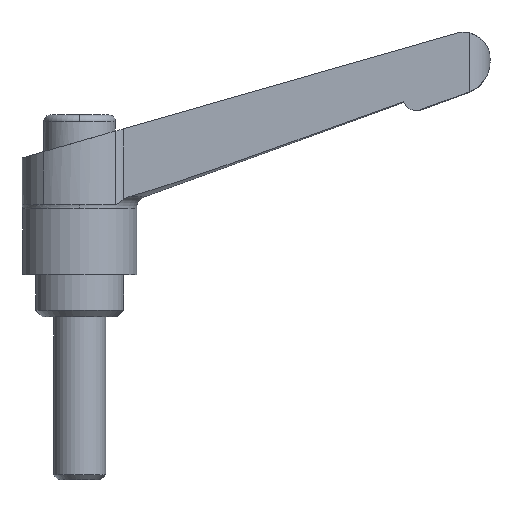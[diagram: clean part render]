
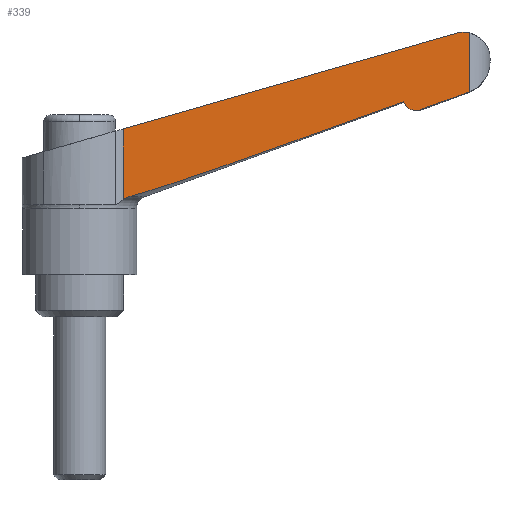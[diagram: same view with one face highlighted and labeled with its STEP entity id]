
A CAD part, top view. The second image highlights one B-rep face of the part: STEP entity #339.
In plain terms, the highlighted planar face has unit normal (0.035, 0, 0.999).
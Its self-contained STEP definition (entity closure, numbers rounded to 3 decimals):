
#301 = VERTEX_POINT( '', #790 );
#339 = ADVANCED_FACE( '', ( #831 ), #832, .F. );
#351 = EDGE_CURVE( '', #625, #445, #845, .T. );
#365 = VERTEX_POINT( '', #862 );
#369 = EDGE_CURVE( '', #445, #301, #867, .T. );
#435 = EDGE_CURVE( '', #701, #725, #942, .T. );
#437 = EDGE_CURVE( '', #521, #595, #944, .T. );
#445 = VERTEX_POINT( '', #952 );
#467 = EDGE_CURVE( '', #491, #365, #975, .T. );
#491 = VERTEX_POINT( '', #1002 );
#521 = VERTEX_POINT( '', #1034 );
#559 = EDGE_CURVE( '', #521, #625, #1081, .T. );
#595 = VERTEX_POINT( '', #1120 );
#625 = VERTEX_POINT( '', #1154 );
#687 = EDGE_CURVE( '', #301, #491, #1219, .T. );
#701 = VERTEX_POINT( '', #1235 );
#707 = EDGE_CURVE( '', #365, #725, #1241, .T. );
#725 = VERTEX_POINT( '', #1260 );
#727 = EDGE_CURVE( '', #701, #595, #1262, .T. );
#790 = CARTESIAN_POINT( '', ( 49.751, 33.014, 4.972 ) );
#831 = FACE_OUTER_BOUND( '', #1398, .T. );
#832 = PLANE( '', #1399 );
#845 = ( B_SPLINE_CURVE( 2, ( #1419, #1420, #1421 ), .UNSPECIFIED., .F., .F. )B_SPLINE_CURVE_WITH_KNOTS( ( 3, 3 ), ( 0., 7.654 ), .UNSPECIFIED. )RATIONAL_B_SPLINE_CURVE( ( 1., 1.002, 1. ) )BOUNDED_CURVE(  )REPRESENTATION_ITEM( '' )GEOMETRIC_REPRESENTATION_ITEM(  )CURVE(  ) );
#862 = CARTESIAN_POINT( '', ( 6.706, 18.001, 6.476 ) );
#867 = B_SPLINE_CURVE_WITH_KNOTS( '', 3, ( #1466, #1467, #1468, #1469, #1470, #1471, #1472, #1473, #1474, #1475, #1476, #1477, #1478, #1479, #1480, #1481, #1482, #1483, #1484, #1485 ), .UNSPECIFIED., .F., .F., ( 4, 2, 2, 2, 2, 2, 2, 2, 2, 4 ), ( 2.314, 2.6, 2.974, 3.349, 3.723, 4.096, 4.469, 4.84, 5.211, 5.294 ), .UNSPECIFIED. );
#942 = LINE( '', #1590, #1591 );
#944 = LINE( '', #1594, #1595 );
#952 = CARTESIAN_POINT( '', ( 52.335, 31.818, 4.882 ) );
#975 = B_SPLINE_CURVE_WITH_KNOTS( '', 3, ( #1634, #1635, #1636, #1637, #1638, #1639, #1640, #1641 ), .UNSPECIFIED., .F., .F., ( 4, 2, 2, 4 ), ( 4.154, 4.36, 4.861, 5.229 ), .UNSPECIFIED. );
#1002 = CARTESIAN_POINT( '', ( 7.735, 18.479, 6.44 ) );
#1034 = CARTESIAN_POINT( '', ( 59.921, 34.58, 4.617 ) );
#1081 = B_SPLINE_CURVE_WITH_KNOTS( '', 3, ( #1860, #1861, #1862, #1863, #1864, #1865 ), .UNSPECIFIED., .F., .F., ( 4, 2, 4 ), ( 5.365, 5.561, 5.781 ), .UNSPECIFIED. );
#1120 = CARTESIAN_POINT( '', ( 59.921, 43.538, 4.617 ) );
#1154 = CARTESIAN_POINT( '', ( 59.529, 34.42, 4.631 ) );
#1219 = ( B_SPLINE_CURVE( 2, ( #2083, #2084, #2085 ), .UNSPECIFIED., .F., .F. )B_SPLINE_CURVE_WITH_KNOTS( ( 3, 3 ), ( 0., 44.487 ), .UNSPECIFIED. )RATIONAL_B_SPLINE_CURVE( ( 1., 1.4, 1. ) )BOUNDED_CURVE(  )REPRESENTATION_ITEM( '' )GEOMETRIC_REPRESENTATION_ITEM(  )CURVE(  ) );
#1235 = CARTESIAN_POINT( '', ( 58.339, 43.664, 4.672 ) );
#1241 = LINE( '', #2122, #2123 );
#1260 = CARTESIAN_POINT( '', ( 6.706, 28.857, 6.476 ) );
#1262 = B_SPLINE_CURVE_WITH_KNOTS( '', 3, ( #2150, #2151, #2152, #2153, #2154, #2155, #2156, #2157, #2158, #2159 ), .UNSPECIFIED., .F., .F., ( 4, 2, 2, 2, 4 ), ( 16.778, 17.084, 17.831, 18.578, 18.881 ), .UNSPECIFIED. );
#1398 = EDGE_LOOP( '', ( #2253, #2254, #2255, #2256, #2257, #2258, #2259, #2260, #2261 ) );
#1399 = AXIS2_PLACEMENT_3D( '', #2262, #2263, #2264 );
#1419 = CARTESIAN_POINT( '', ( 59.529, 34.42, 4.631 ) );
#1420 = CARTESIAN_POINT( '', ( 55.703, 33.035, 4.765 ) );
#1421 = CARTESIAN_POINT( '', ( 52.335, 31.818, 4.882 ) );
#1466 = CARTESIAN_POINT( '', ( 52.335, 31.818, 4.882 ) );
#1467 = CARTESIAN_POINT( '', ( 52.242, 31.785, 4.885 ) );
#1468 = CARTESIAN_POINT( '', ( 52.142, 31.757, 4.889 ) );
#1469 = CARTESIAN_POINT( '', ( 51.907, 31.71, 4.897 ) );
#1470 = CARTESIAN_POINT( '', ( 51.771, 31.698, 4.902 ) );
#1471 = CARTESIAN_POINT( '', ( 51.521, 31.698, 4.911 ) );
#1472 = CARTESIAN_POINT( '', ( 51.385, 31.71, 4.915 ) );
#1473 = CARTESIAN_POINT( '', ( 51.118, 31.763, 4.925 ) );
#1474 = CARTESIAN_POINT( '', ( 50.987, 31.803, 4.929 ) );
#1475 = CARTESIAN_POINT( '', ( 50.757, 31.898, 4.937 ) );
#1476 = CARTESIAN_POINT( '', ( 50.636, 31.961, 4.941 ) );
#1477 = CARTESIAN_POINT( '', ( 50.411, 32.111, 4.949 ) );
#1478 = CARTESIAN_POINT( '', ( 50.306, 32.198, 4.953 ) );
#1479 = CARTESIAN_POINT( '', ( 50.13, 32.373, 4.959 ) );
#1480 = CARTESIAN_POINT( '', ( 50.043, 32.477, 4.962 ) );
#1481 = CARTESIAN_POINT( '', ( 49.893, 32.701, 4.967 ) );
#1482 = CARTESIAN_POINT( '', ( 49.83, 32.821, 4.97 ) );
#1483 = CARTESIAN_POINT( '', ( 49.771, 32.96, 4.972 ) );
#1484 = CARTESIAN_POINT( '', ( 49.761, 32.987, 4.972 ) );
#1485 = CARTESIAN_POINT( '', ( 49.751, 33.014, 4.972 ) );
#1590 = CARTESIAN_POINT( '', ( -5.509, 25.354, 6.902 ) );
#1591 = VECTOR( '', #2416, 1. );
#1594 = CARTESIAN_POINT( '', ( 59.921, 0., 4.617 ) );
#1595 = VECTOR( '', #2417, 1. );
#1634 = CARTESIAN_POINT( '', ( 7.735, 18.479, 6.44 ) );
#1635 = CARTESIAN_POINT( '', ( 7.665, 18.46, 6.442 ) );
#1636 = CARTESIAN_POINT( '', ( 7.597, 18.439, 6.444 ) );
#1637 = CARTESIAN_POINT( '', ( 7.373, 18.363, 6.452 ) );
#1638 = CARTESIAN_POINT( '', ( 7.205, 18.293, 6.458 ) );
#1639 = CARTESIAN_POINT( '', ( 6.925, 18.145, 6.468 ) );
#1640 = CARTESIAN_POINT( '', ( 6.81, 18.075, 6.472 ) );
#1641 = CARTESIAN_POINT( '', ( 6.706, 18.001, 6.476 ) );
#1860 = CARTESIAN_POINT( '', ( 59.921, 34.58, 4.617 ) );
#1861 = CARTESIAN_POINT( '', ( 59.86, 34.552, 4.619 ) );
#1862 = CARTESIAN_POINT( '', ( 59.799, 34.525, 4.622 ) );
#1863 = CARTESIAN_POINT( '', ( 59.671, 34.473, 4.626 ) );
#1864 = CARTESIAN_POINT( '', ( 59.601, 34.445, 4.628 ) );
#1865 = CARTESIAN_POINT( '', ( 59.529, 34.42, 4.631 ) );
#2083 = CARTESIAN_POINT( '', ( 49.751, 33.014, 4.972 ) );
#2084 = CARTESIAN_POINT( '', ( 14.776, 20.391, 6.194 ) );
#2085 = CARTESIAN_POINT( '', ( 7.735, 18.479, 6.44 ) );
#2122 = CARTESIAN_POINT( '', ( 6.706, 0., 6.476 ) );
#2123 = VECTOR( '', #2745, 1. );
#2150 = CARTESIAN_POINT( '', ( 57.706, 43.537, 4.695 ) );
#2151 = CARTESIAN_POINT( '', ( 57.811, 43.567, 4.691 ) );
#2152 = CARTESIAN_POINT( '', ( 57.919, 43.593, 4.687 ) );
#2153 = CARTESIAN_POINT( '', ( 58.294, 43.667, 4.674 ) );
#2154 = CARTESIAN_POINT( '', ( 58.566, 43.692, 4.665 ) );
#2155 = CARTESIAN_POINT( '', ( 59.064, 43.692, 4.647 ) );
#2156 = CARTESIAN_POINT( '', ( 59.335, 43.667, 4.638 ) );
#2157 = CARTESIAN_POINT( '', ( 59.71, 43.593, 4.625 ) );
#2158 = CARTESIAN_POINT( '', ( 59.817, 43.567, 4.621 ) );
#2159 = CARTESIAN_POINT( '', ( 59.921, 43.538, 4.617 ) );
#2253 = ORIENTED_EDGE( '', *, *, #435, .T. );
#2254 = ORIENTED_EDGE( '', *, *, #707, .F. );
#2255 = ORIENTED_EDGE( '', *, *, #467, .F. );
#2256 = ORIENTED_EDGE( '', *, *, #687, .F. );
#2257 = ORIENTED_EDGE( '', *, *, #369, .F. );
#2258 = ORIENTED_EDGE( '', *, *, #351, .F. );
#2259 = ORIENTED_EDGE( '', *, *, #559, .F. );
#2260 = ORIENTED_EDGE( '', *, *, #437, .T. );
#2261 = ORIENTED_EDGE( '', *, *, #727, .F. );
#2262 = CARTESIAN_POINT( '', ( 6.706, 0., 6.476 ) );
#2263 = DIRECTION( '', ( -0.035, 0., -0.999 ) );
#2264 = DIRECTION( '', ( -0.999, 0., 0.035 ) );
#2416 = DIRECTION( '', ( -0.961, -0.275, 0.034 ) );
#2417 = DIRECTION( '', ( 0., 1., 0. ) );
#2745 = DIRECTION( '', ( 0., 1., 0. ) );
